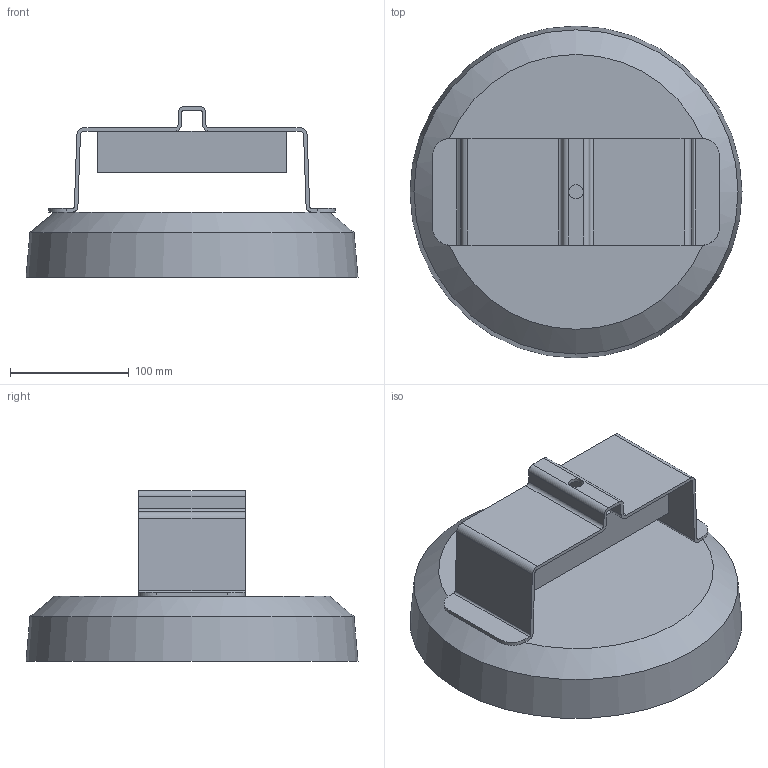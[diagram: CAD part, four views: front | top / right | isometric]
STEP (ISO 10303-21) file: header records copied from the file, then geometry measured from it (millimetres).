
FILE_DESCRIPTION(/* description */ ('This is a sample STEP configuration'),/* implementation_level */ '2;1');
FILE_NAME(/* name */ '157-0110xxxxxxxxx _Simple.ipt_Rev_00.stp',/* time_stamp */ '2022-04-05T15:42:19+02:00',/* author */ ('powerJobs'),/* organization */ ('coolOrange'),/* preprocessor_version */ 'ST-DEVELOPER v18.1',/* originating_system */ 'Autodesk Inventor 2020',/* authorisation */ '');
FILE_SCHEMA (('AUTOMOTIVE_DESIGN { 1 0 10303 214 3 1 1 }'));
Length unit declared in the file: millimetre
Products named in the file (1): ENG000025686
Bounding box: 280 x 280 x 144.2 mm (x, y, z)
Volume: 3588610.6 mm3; surface area: 246452.9 mm2
Topology: 1 solids, 1 shells, 53 faces, 159 edges, 104 vertices
Faces by surface type: plane 30, cylinder 21, cone 2
Full cylindrical faces by diameter (mm): 12 x1
Entity records: 1916 total; most frequent: DIRECTION 323, ORIENTED_EDGE 318, CARTESIAN_POINT 317, EDGE_CURVE 159, AXIS2_PLACEMENT_3D 110, VERTEX_POINT 104, LINE 103, VECTOR 103
